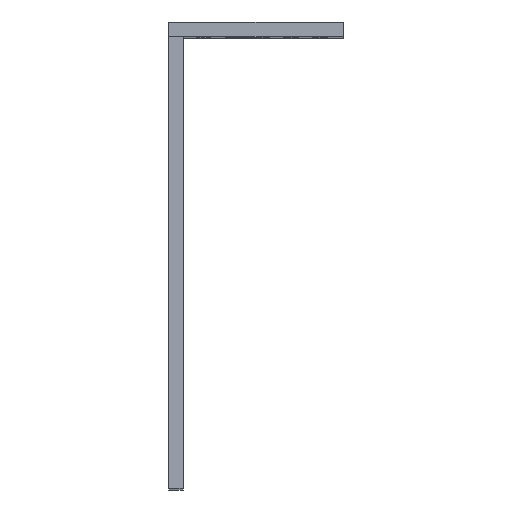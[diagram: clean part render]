
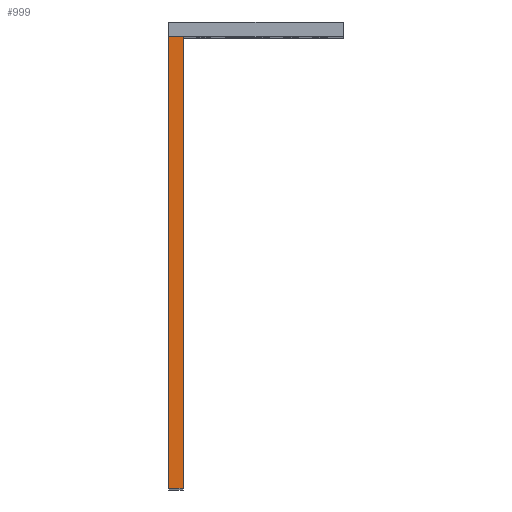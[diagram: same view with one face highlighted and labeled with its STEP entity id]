
A CAD part, top view. The second image highlights one B-rep face of the part: STEP entity #999.
In plain terms, the highlighted planar face has unit normal (0, 0, 1).
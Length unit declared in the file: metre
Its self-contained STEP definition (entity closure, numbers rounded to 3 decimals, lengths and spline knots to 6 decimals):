
#999 = ADVANCED_FACE( '', ( #2928 ), #2929, .F. );
#2928 = FACE_OUTER_BOUND( '', #5370, .T. );
#2929 = PLANE( '', #5371 );
#5370 = EDGE_LOOP( '', ( #8473, #8474, #8475, #8476 ) );
#5371 = AXIS2_PLACEMENT_3D( '', #8477, #8478, #8479 );
#8473 = ORIENTED_EDGE( '', *, *, #10588, .T. );
#8474 = ORIENTED_EDGE( '', *, *, #10675, .T. );
#8475 = ORIENTED_EDGE( '', *, *, #10294, .T. );
#8476 = ORIENTED_EDGE( '', *, *, #10814, .T. );
#8477 = CARTESIAN_POINT( '', ( 0.016881, -0.011947, 0.3429 ) );
#8478 = DIRECTION( '', ( 0., 0., -1. ) );
#8479 = DIRECTION( '', ( -1., 0., 0. ) );
#10294 = EDGE_CURVE( '', #12031, #12062, #12064, .T. );
#10588 = EDGE_CURVE( '', #12597, #12595, #12598, .T. );
#10675 = EDGE_CURVE( '', #12595, #12031, #12719, .T. );
#10814 = EDGE_CURVE( '', #12062, #12597, #12906, .T. );
#12031 = VERTEX_POINT( '', #14261 );
#12062 = VERTEX_POINT( '', #14308 );
#12064 = LINE( '', #14311, #14312 );
#12595 = VERTEX_POINT( '', #14868 );
#12597 = VERTEX_POINT( '', #14871 );
#12598 = LINE( '', #14872, #14873 );
#12719 = LINE( '', #15021, #15022 );
#12906 = LINE( '', #15224, #15225 );
#14261 = CARTESIAN_POINT( '', ( 0.015293, 0.035678, 0.3429 ) );
#14308 = CARTESIAN_POINT( '', ( 0.015293, -0.062747, 0.3429 ) );
#14311 = CARTESIAN_POINT( '', ( 0.015293, -0.062747, 0.3429 ) );
#14312 = VECTOR( '', #16847, 1. );
#14868 = CARTESIAN_POINT( '', ( 0.018468, 0.035678, 0.3429 ) );
#14871 = CARTESIAN_POINT( '', ( 0.018468, -0.062747, 0.3429 ) );
#14872 = CARTESIAN_POINT( '', ( 0.018468, -0.062747, 0.3429 ) );
#14873 = VECTOR( '', #17528, 1. );
#15021 = CARTESIAN_POINT( '', ( 0.271524, 0.035678, 0.3429 ) );
#15022 = VECTOR( '', #17610, 1. );
#15224 = CARTESIAN_POINT( '', ( 0.018468, -0.062747, 0.3429 ) );
#15225 = VECTOR( '', #17752, 1. );
#16847 = DIRECTION( '', ( 0., -1., 0. ) );
#17528 = DIRECTION( '', ( 0., 1., 0. ) );
#17610 = DIRECTION( '', ( -1., 0., 0. ) );
#17752 = DIRECTION( '', ( 1., 0., 0. ) );
